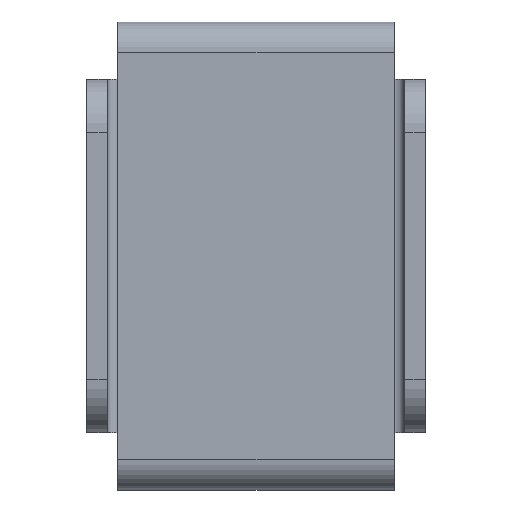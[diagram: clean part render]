
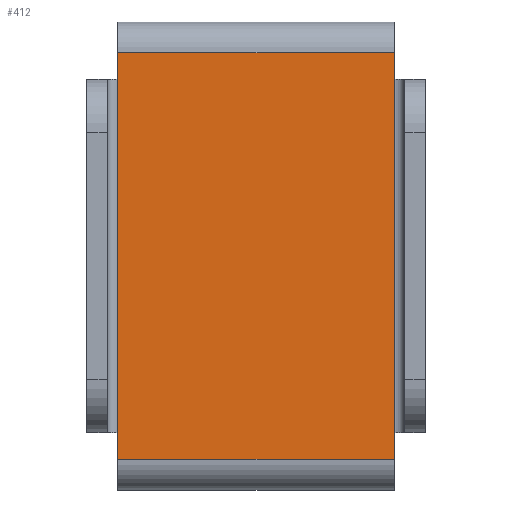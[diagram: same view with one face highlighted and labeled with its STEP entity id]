
A CAD part, front view. The second image highlights one B-rep face of the part: STEP entity #412.
In plain terms, the highlighted planar face has unit normal (0, -1, 0).
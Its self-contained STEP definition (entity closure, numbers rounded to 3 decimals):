
#11 = VERTEX_POINT ( 'NONE', #2316 ) ;
#128 = CARTESIAN_POINT ( 'NONE',  ( 13., -1.9, -19.1 ) ) ;
#173 = DIRECTION ( 'NONE',  ( 0., 1., 0. ) ) ;
#197 = VERTEX_POINT ( 'NONE', #274 ) ;
#274 = CARTESIAN_POINT ( 'NONE',  ( 13., -1.9, 19.1 ) ) ;
#294 = VERTEX_POINT ( 'NONE', #313 ) ;
#313 = CARTESIAN_POINT ( 'NONE',  ( -13., -1.9, 19.1 ) ) ;
#320 = CARTESIAN_POINT ( 'NONE',  ( -13., -1.9, 19.1 ) ) ;
#325 = DIRECTION ( 'NONE',  ( 0., 0., 1. ) ) ;
#412 = ADVANCED_FACE ( 'NONE', ( #2404 ), #2572, .F. ) ;
#488 = CARTESIAN_POINT ( 'NONE',  ( -13., -1.9, 16.6 ) ) ;
#494 = DIRECTION ( 'NONE',  ( 0., 0., 1. ) ) ;
#541 = CARTESIAN_POINT ( 'NONE',  ( 13., -1.9, -16.6 ) ) ;
#553 = DIRECTION ( 'NONE',  ( -1., 0., 0. ) ) ;
#592 = VERTEX_POINT ( 'NONE', #1120 ) ;
#681 = VERTEX_POINT ( 'NONE', #541 ) ;
#708 = EDGE_CURVE ( 'NONE', #197, #294, #2294, .T. ) ;
#758 = DIRECTION ( 'NONE',  ( 0., 0., -1. ) ) ;
#817 = EDGE_CURVE ( 'NONE', #872, #681, #2242, .T. ) ;
#872 = VERTEX_POINT ( 'NONE', #1136 ) ;
#912 = CARTESIAN_POINT ( 'NONE',  ( -13., -1.9, 16.6 ) ) ;
#964 = ORIENTED_EDGE ( 'NONE', *, *, #1919, .F. ) ;
#983 = ORIENTED_EDGE ( 'NONE', *, *, #1907, .T. ) ;
#995 = AXIS2_PLACEMENT_3D ( 'NONE', #1062, #173, #1478 ) ;
#1012 = ORIENTED_EDGE ( 'NONE', *, *, #1962, .T. ) ;
#1017 = ORIENTED_EDGE ( 'NONE', *, *, #2154, .T. ) ;
#1024 = DIRECTION ( 'NONE',  ( 0., 0., -1. ) ) ;
#1048 = VERTEX_POINT ( 'NONE', #128 ) ;
#1050 = ORIENTED_EDGE ( 'NONE', *, *, #1306, .F. ) ;
#1060 = ORIENTED_EDGE ( 'NONE', *, *, #817, .F. ) ;
#1062 = CARTESIAN_POINT ( 'NONE',  ( 15.9, -1.9, 16.6 ) ) ;
#1080 = CARTESIAN_POINT ( 'NONE',  ( 13., -1.9, 19.1 ) ) ;
#1093 = EDGE_LOOP ( 'NONE', ( #983, #964, #1017, #1012, #1060, #1050, #1107, #1100 ) ) ;
#1100 = ORIENTED_EDGE ( 'NONE', *, *, #1949, .T. ) ;
#1107 = ORIENTED_EDGE ( 'NONE', *, *, #708, .T. ) ;
#1120 = CARTESIAN_POINT ( 'NONE',  ( -13., -1.9, -19.1 ) ) ;
#1136 = CARTESIAN_POINT ( 'NONE',  ( 13., -1.9, 16.6 ) ) ;
#1306 = EDGE_CURVE ( 'NONE', #197, #872, #1988, .T. ) ;
#1478 = DIRECTION ( 'NONE',  ( -1., 0., 0. ) ) ;
#1484 = VERTEX_POINT ( 'NONE', #912 ) ;
#1540 = CARTESIAN_POINT ( 'NONE',  ( -13., -1.9, -19.1 ) ) ;
#1604 = VECTOR ( 'NONE', #1795, 1000. ) ;
#1614 = LINE ( 'NONE', #1540, #1604 ) ;
#1698 = DIRECTION ( 'NONE',  ( 0., 0., -1. ) ) ;
#1712 = CARTESIAN_POINT ( 'NONE',  ( 13., -1.9, -19.1 ) ) ;
#1721 = VECTOR ( 'NONE', #325, 1000. ) ;
#1723 = LINE ( 'NONE', #1712, #1721 ) ;
#1734 = VECTOR ( 'NONE', #1698, 1000. ) ;
#1748 = LINE ( 'NONE', #320, #1734 ) ;
#1756 = VECTOR ( 'NONE', #494, 1000. ) ;
#1759 = LINE ( 'NONE', #1918, #1756 ) ;
#1763 = DIRECTION ( 'NONE',  ( 0., 0., -1. ) ) ;
#1770 = VECTOR ( 'NONE', #1024, 1000. ) ;
#1783 = LINE ( 'NONE', #488, #1770 ) ;
#1795 = DIRECTION ( 'NONE',  ( 1., 0., 0. ) ) ;
#1907 = EDGE_CURVE ( 'NONE', #1484, #11, #1783, .T. ) ;
#1918 = CARTESIAN_POINT ( 'NONE',  ( -13., -1.9, -19.1 ) ) ;
#1919 = EDGE_CURVE ( 'NONE', #592, #11, #1759, .T. ) ;
#1949 = EDGE_CURVE ( 'NONE', #294, #1484, #1748, .T. ) ;
#1962 = EDGE_CURVE ( 'NONE', #1048, #681, #1723, .T. ) ;
#1988 = LINE ( 'NONE', #1080, #2094 ) ;
#2094 = VECTOR ( 'NONE', #1763, 1000. ) ;
#2154 = EDGE_CURVE ( 'NONE', #592, #1048, #1614, .T. ) ;
#2189 = CARTESIAN_POINT ( 'NONE',  ( 13., -1.9, 19.1 ) ) ;
#2218 = CARTESIAN_POINT ( 'NONE',  ( 13., -1.9, 16.6 ) ) ;
#2241 = VECTOR ( 'NONE', #758, 1000. ) ;
#2242 = LINE ( 'NONE', #2218, #2241 ) ;
#2290 = VECTOR ( 'NONE', #553, 1000. ) ;
#2294 = LINE ( 'NONE', #2189, #2290 ) ;
#2316 = CARTESIAN_POINT ( 'NONE',  ( -13., -1.9, -16.6 ) ) ;
#2404 = FACE_OUTER_BOUND ( 'NONE', #1093, .T. ) ;
#2572 = PLANE ( 'NONE',  #995 ) ;
